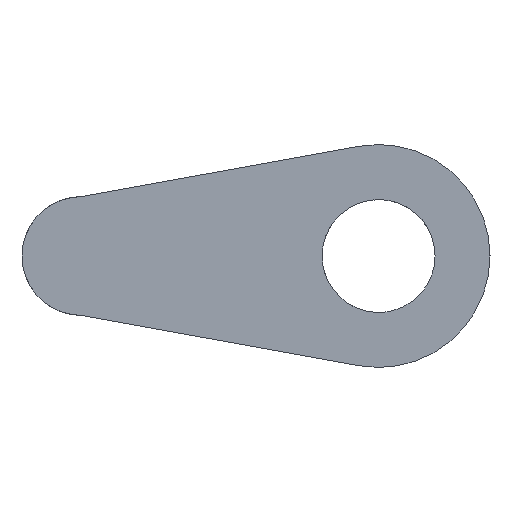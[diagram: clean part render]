
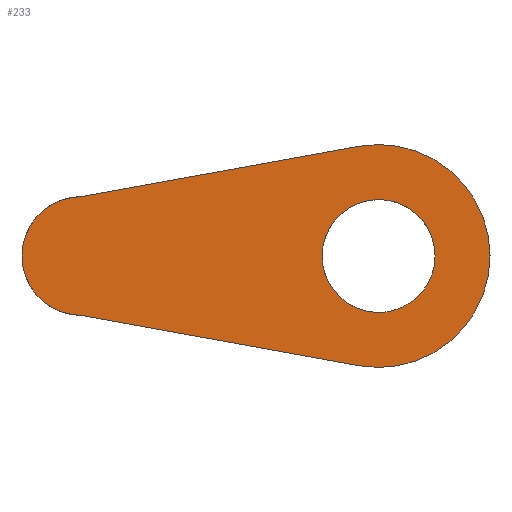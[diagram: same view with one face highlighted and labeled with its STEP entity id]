
A CAD part, front view. The second image highlights one B-rep face of the part: STEP entity #233.
In plain terms, the highlighted planar face has unit normal (0, -1, 0).
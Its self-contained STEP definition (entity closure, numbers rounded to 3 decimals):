
#19=FACE_BOUND('',#73,.T.);
#24=LINE('',#391,#43);
#25=LINE('',#395,#44);
#43=VECTOR('',#314,10.);
#44=VECTOR('',#317,10.);
#60=FACE_OUTER_BOUND('',#72,.T.);
#72=EDGE_LOOP('',(#168,#169,#170,#171));
#73=EDGE_LOOP('',(#172,#173));
#92=CIRCLE('',#269,4.);
#93=CIRCLE('',#270,7.5);
#94=CIRCLE('',#271,3.8);
#95=CIRCLE('',#272,3.8);
#111=VERTEX_POINT('',#389);
#112=VERTEX_POINT('',#390);
#113=VERTEX_POINT('',#392);
#114=VERTEX_POINT('',#394);
#115=VERTEX_POINT('',#397);
#116=VERTEX_POINT('',#398);
#134=EDGE_CURVE('',#111,#112,#24,.T.);
#135=EDGE_CURVE('',#112,#113,#92,.T.);
#136=EDGE_CURVE('',#113,#114,#25,.T.);
#137=EDGE_CURVE('',#114,#111,#93,.T.);
#138=EDGE_CURVE('',#115,#116,#94,.T.);
#139=EDGE_CURVE('',#116,#115,#95,.T.);
#168=ORIENTED_EDGE('',*,*,#134,.T.);
#169=ORIENTED_EDGE('',*,*,#135,.T.);
#170=ORIENTED_EDGE('',*,*,#136,.T.);
#171=ORIENTED_EDGE('',*,*,#137,.T.);
#172=ORIENTED_EDGE('',*,*,#138,.T.);
#173=ORIENTED_EDGE('',*,*,#139,.T.);
#225=PLANE('',#268);
#233=ADVANCED_FACE('',(#60,#19),#225,.T.);
#268=AXIS2_PLACEMENT_3D('',#388,#312,#313);
#269=AXIS2_PLACEMENT_3D('',#393,#315,#316);
#270=AXIS2_PLACEMENT_3D('',#396,#318,#319);
#271=AXIS2_PLACEMENT_3D('',#399,#320,#321);
#272=AXIS2_PLACEMENT_3D('',#400,#322,#323);
#312=DIRECTION('center_axis',(0.,-1.,0.));
#313=DIRECTION('ref_axis',(1.,0.,0.));
#314=DIRECTION('',(-0.984,0.,-0.178));
#315=DIRECTION('center_axis',(0.,-1.,0.));
#316=DIRECTION('ref_axis',(0.,0.,1.));
#317=DIRECTION('',(0.984,0.,-0.178));
#318=DIRECTION('center_axis',(0.,-1.,0.));
#319=DIRECTION('ref_axis',(-0.178,0.,-0.984));
#320=DIRECTION('center_axis',(0.,1.,0.));
#321=DIRECTION('ref_axis',(1.,0.,0.));
#322=DIRECTION('center_axis',(0.,1.,0.));
#323=DIRECTION('ref_axis',(1.,0.,0.));
#388=CARTESIAN_POINT('Origin',(45.523,-7.,-7.451));
#389=CARTESIAN_POINT('',(52.437,-7.,-0.071));
#390=CARTESIAN_POINT('',(33.773,-7.,-3.451));
#391=CARTESIAN_POINT('',(52.437,-7.,-0.071));
#392=CARTESIAN_POINT('',(33.773,-7.,-11.451));
#393=CARTESIAN_POINT('Origin',(33.773,-7.,-7.451));
#394=CARTESIAN_POINT('',(52.437,-7.,-14.831));
#395=CARTESIAN_POINT('',(33.773,-7.,-11.451));
#396=CARTESIAN_POINT('Origin',(53.773,-7.,-7.451));
#397=CARTESIAN_POINT('',(52.968,-7.,-11.165));
#398=CARTESIAN_POINT('',(57.573,-7.,-7.451));
#399=CARTESIAN_POINT('Origin',(53.773,-7.,-7.451));
#400=CARTESIAN_POINT('Origin',(53.773,-7.,-7.451));
